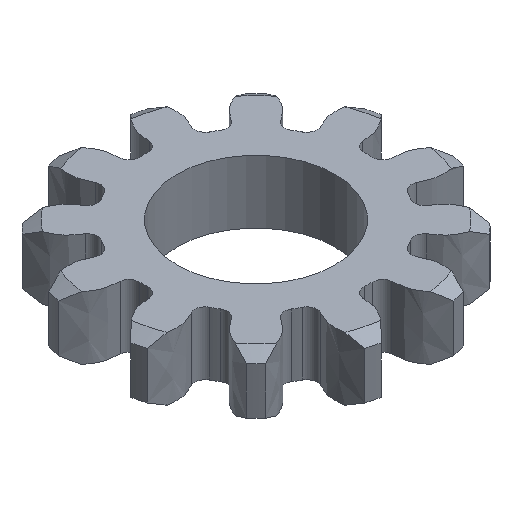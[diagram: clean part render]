
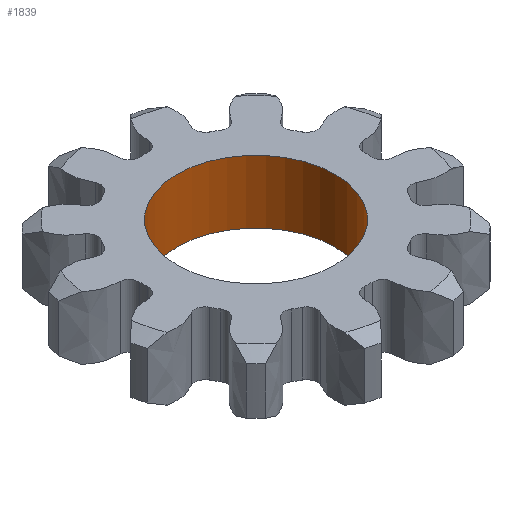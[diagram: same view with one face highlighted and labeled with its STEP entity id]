
A CAD part, isometric view. The second image highlights one B-rep face of the part: STEP entity #1839.
In plain terms, the highlighted cylindrical face has radius 5 mm (diameter 10 mm), a full revolution.
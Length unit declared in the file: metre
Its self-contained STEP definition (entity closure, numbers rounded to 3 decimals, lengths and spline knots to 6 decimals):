
#180=CIRCLE('',#1887,0.005);
#243=CIRCLE('',#1976,0.005);
#858=ORIENTED_EDGE('',*,*,#1041,.T.);
#859=ORIENTED_EDGE('',*,*,#904,.T.);
#904=EDGE_CURVE('',#1194,#1194,#180,.T.);
#1041=EDGE_CURVE('',#1295,#1295,#243,.F.);
#1194=VERTEX_POINT('',#2620);
#1295=VERTEX_POINT('',#3964);
#1588=EDGE_LOOP('',(#858));
#1589=EDGE_LOOP('',(#859));
#1690=FACE_BOUND('',#1588,.T.);
#1691=FACE_BOUND('',#1589,.T.);
#1740=CYLINDRICAL_SURFACE('',#2049,0.005);
#1839=ADVANCED_FACE('',(#1690,#1691),#1740,.F.);
#1887=AXIS2_PLACEMENT_3D('',#2619,#2142,#2143);
#1976=AXIS2_PLACEMENT_3D('',#3963,#2322,#2323);
#2049=AXIS2_PLACEMENT_3D('',#5717,#2516,#2517);
#2142=DIRECTION('',(0.,0.,1.));
#2143=DIRECTION('',(-0.5,0.866,0.));
#2322=DIRECTION('',(0.,0.,1.));
#2323=DIRECTION('',(-0.5,0.866,0.));
#2516=DIRECTION('',(0.,0.,1.));
#2517=DIRECTION('',(-0.5,0.866,0.));
#2619=CARTESIAN_POINT('',(0.015588,-0.009,0.004));
#2620=CARTESIAN_POINT('',(0.013088,-0.00467,0.004));
#3963=CARTESIAN_POINT('',(0.015588,-0.009,0.));
#3964=CARTESIAN_POINT('',(0.013088,-0.00467,0.));
#5717=CARTESIAN_POINT('',(0.015588,-0.009,-0.000002));
